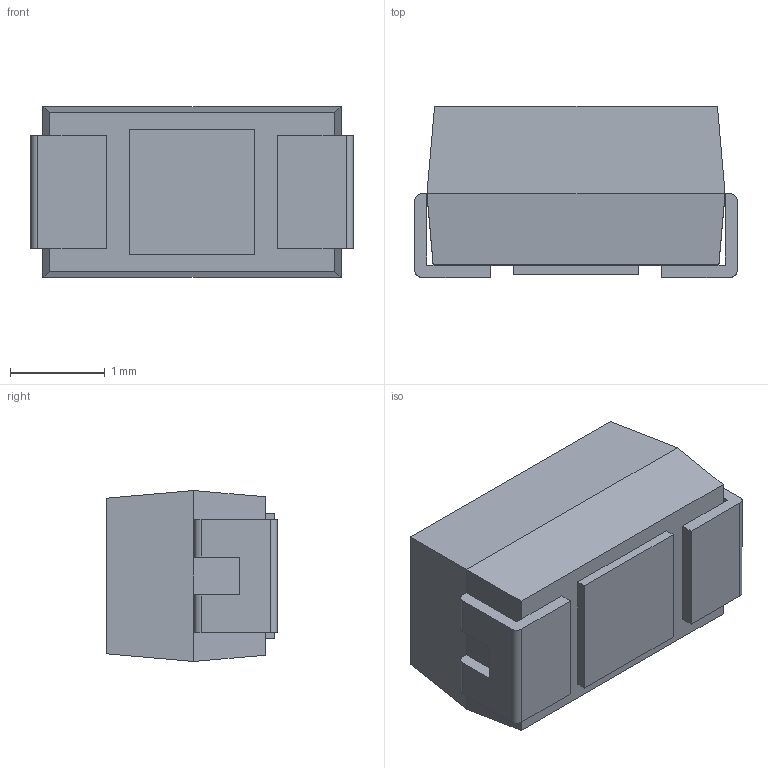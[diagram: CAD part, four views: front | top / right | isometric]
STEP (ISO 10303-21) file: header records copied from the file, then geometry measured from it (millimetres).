
FILE_DESCRIPTION (( 'STEP AP214' ), '1' );
FILE_NAME ('CTS_3216_L3.40W1.80H1.80S0.8F1.2R0.4P0.4.STEP', '2019-03-22T16:06:44', ( '' ), ( '' ), 'SwSTEP 2.0', 'SolidWorks 2014', '' );
FILE_SCHEMA (( 'AUTOMOTIVE_DESIGN' ));
Length unit declared in the file: millimetre
Products named in the file (5): Case_Cathode_18; CTS_3216_L3.40W1.80H1.80S0.8F1.2R0.4P0.4; Case_Top_18; Case_Anode_18; Case_Bottom_18
Assembly tree (4 placements, depth 2):
  CTS_3216_L3.40W1.80H1.80S0.8F1.2R0.4P0.4
    Case_Bottom_18
    Case_Top_18
    Case_Cathode_18
    Case_Anode_18
Bounding box: 3.4 x 1.8 x 1.8 mm (x, y, z)
Volume: 9.5 mm3; surface area: 46.3 mm2
Topology: 4 solids, 4 shells, 42 faces, 99 edges, 66 vertices
Faces by surface type: plane 37, cylinder 5
Entity records: 1391 total; most frequent: CARTESIAN_POINT 214, DIRECTION 207, ORIENTED_EDGE 198, EDGE_CURVE 99, LINE 89, VECTOR 89, VERTEX_POINT 66, AXIS2_PLACEMENT_3D 59
